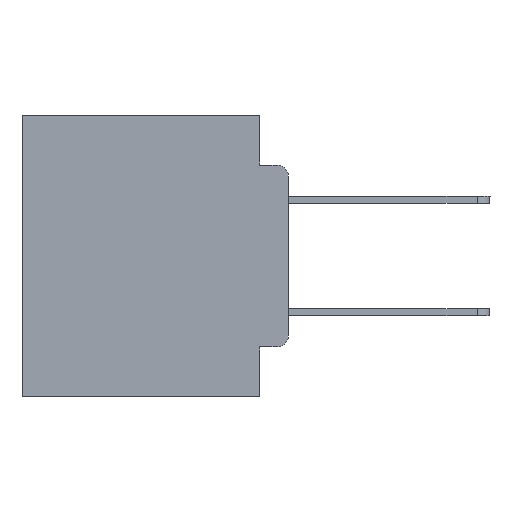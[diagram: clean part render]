
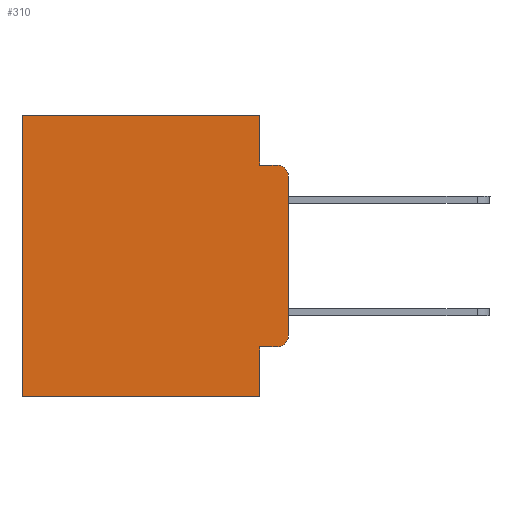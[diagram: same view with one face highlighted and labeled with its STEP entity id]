
A CAD part, left-side view. The second image highlights one B-rep face of the part: STEP entity #310.
In plain terms, the highlighted planar face has unit normal (-1, 0, 0).
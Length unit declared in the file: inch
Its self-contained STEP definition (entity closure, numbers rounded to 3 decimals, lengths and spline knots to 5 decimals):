
#259 = DIRECTION ( 'NONE',  ( 0., 0., -1. ) ) ;
#310 = ADVANCED_FACE ( 'NONE', ( #16518 ), #4941, .F. ) ;
#405 = VECTOR ( 'NONE', #19395, 39.37008 ) ;
#742 = VERTEX_POINT ( 'NONE', #1765 ) ;
#1121 = DIRECTION ( 'NONE',  ( 0., 1., 0. ) ) ;
#1765 = CARTESIAN_POINT ( 'NONE',  ( 0.298, 0.051, -0.0885 ) ) ;
#2492 = LINE ( 'NONE', #8533, #405 ) ;
#3741 = CARTESIAN_POINT ( 'NONE',  ( 0.298, 0., -0.1085 ) ) ;
#4350 = DIRECTION ( 'NONE',  ( 0., -1., 0. ) ) ;
#4693 = EDGE_CURVE ( 'NONE', #27595, #20542, #21482, .T. ) ;
#4941 = PLANE ( 'NONE',  #23050 ) ;
#6407 = CIRCLE ( 'NONE', #24688, 0.02 ) ;
#6957 = DIRECTION ( 'NONE',  ( 1., 0., 0. ) ) ;
#7440 = CARTESIAN_POINT ( 'NONE',  ( 0.298, 0.473, -0.5 ) ) ;
#7643 = EDGE_CURVE ( 'NONE', #27595, #8919, #6407, .T. ) ;
#7754 = EDGE_LOOP ( 'NONE', ( #23892, #15088, #22389, #10918, #21578, #15526, #21026, #11286, #14680, #19719 ) ) ;
#7822 = VERTEX_POINT ( 'NONE', #7440 ) ;
#7998 = CARTESIAN_POINT ( 'NONE',  ( 0.298, 0.473, 0. ) ) ;
#8287 = LINE ( 'NONE', #12076, #9662 ) ;
#8533 = CARTESIAN_POINT ( 'NONE',  ( 0.298, 0.473, 0. ) ) ;
#8738 = AXIS2_PLACEMENT_3D ( 'NONE', #24912, #25090, #18400 ) ;
#8919 = VERTEX_POINT ( 'NONE', #15412 ) ;
#9421 = EDGE_CURVE ( 'NONE', #742, #8919, #10785, .T. ) ;
#9619 = DIRECTION ( 'NONE',  ( 0., 1., 0. ) ) ;
#9638 = VECTOR ( 'NONE', #11182, 39.37008 ) ;
#9662 = VECTOR ( 'NONE', #1121, 39.37008 ) ;
#9708 = CARTESIAN_POINT ( 'NONE',  ( 0.298, 0., -0.5 ) ) ;
#9888 = DIRECTION ( 'NONE',  ( 0., 0., -1. ) ) ;
#10636 = EDGE_CURVE ( 'NONE', #18631, #20542, #26015, .T. ) ;
#10785 = LINE ( 'NONE', #11275, #21184 ) ;
#10918 = ORIENTED_EDGE ( 'NONE', *, *, #21742, .F. ) ;
#11182 = DIRECTION ( 'NONE',  ( 0., 0., -1. ) ) ;
#11275 = CARTESIAN_POINT ( 'NONE',  ( 0.298, 0.051, -0.0885 ) ) ;
#11286 = ORIENTED_EDGE ( 'NONE', *, *, #19971, .F. ) ;
#12076 = CARTESIAN_POINT ( 'NONE',  ( 0.298, 0., 0. ) ) ;
#12424 = LINE ( 'NONE', #17607, #9638 ) ;
#13252 = CARTESIAN_POINT ( 'NONE',  ( 0.298, 0.051, -0.4115 ) ) ;
#13555 = CARTESIAN_POINT ( 'NONE',  ( 0.298, 0.02, -0.1085 ) ) ;
#13819 = DIRECTION ( 'NONE',  ( 0., 0., -1. ) ) ;
#14174 = CARTESIAN_POINT ( 'NONE',  ( 0.298, 0.051, 0. ) ) ;
#14219 = CARTESIAN_POINT ( 'NONE',  ( 0.298, 0.051, -0.5 ) ) ;
#14680 = ORIENTED_EDGE ( 'NONE', *, *, #25299, .T. ) ;
#15088 = ORIENTED_EDGE ( 'NONE', *, *, #7643, .T. ) ;
#15195 = VECTOR ( 'NONE', #22818, 39.37008 ) ;
#15412 = CARTESIAN_POINT ( 'NONE',  ( 0.298, 0.02, -0.0885 ) ) ;
#15526 = ORIENTED_EDGE ( 'NONE', *, *, #20311, .T. ) ;
#15566 = VECTOR ( 'NONE', #20983, 39.37008 ) ;
#15668 = VERTEX_POINT ( 'NONE', #14219 ) ;
#15882 = CARTESIAN_POINT ( 'NONE',  ( 0.298, 0., -0.3915 ) ) ;
#16518 = FACE_OUTER_BOUND ( 'NONE', #7754, .T. ) ;
#17607 = CARTESIAN_POINT ( 'NONE',  ( 0.298, 0.051, 0. ) ) ;
#18400 = DIRECTION ( 'NONE',  ( 0., 0., -1. ) ) ;
#18631 = VERTEX_POINT ( 'NONE', #20830 ) ;
#19125 = VERTEX_POINT ( 'NONE', #13252 ) ;
#19395 = DIRECTION ( 'NONE',  ( 0., 0., -1. ) ) ;
#19594 = VECTOR ( 'NONE', #9619, 39.37008 ) ;
#19719 = ORIENTED_EDGE ( 'NONE', *, *, #10636, .T. ) ;
#19949 = DIRECTION ( 'NONE',  ( -1., 0., 0. ) ) ;
#19971 = EDGE_CURVE ( 'NONE', #19125, #15668, #23573, .T. ) ;
#20311 = EDGE_CURVE ( 'NONE', #25274, #7822, #2492, .T. ) ;
#20419 = CARTESIAN_POINT ( 'NONE',  ( 0.298, 0., 0. ) ) ;
#20542 = VERTEX_POINT ( 'NONE', #15882 ) ;
#20598 = CARTESIAN_POINT ( 'NONE',  ( 0.298, 0.051, -0.4115 ) ) ;
#20830 = CARTESIAN_POINT ( 'NONE',  ( 0.298, 0.02, -0.4115 ) ) ;
#20983 = DIRECTION ( 'NONE',  ( 0., 0., -1. ) ) ;
#21026 = ORIENTED_EDGE ( 'NONE', *, *, #26796, .F. ) ;
#21184 = VECTOR ( 'NONE', #4350, 39.37008 ) ;
#21367 = EDGE_CURVE ( 'NONE', #27642, #25274, #8287, .T. ) ;
#21482 = LINE ( 'NONE', #20419, #15566 ) ;
#21578 = ORIENTED_EDGE ( 'NONE', *, *, #21367, .T. ) ;
#21742 = EDGE_CURVE ( 'NONE', #27642, #742, #12424, .T. ) ;
#21913 = CARTESIAN_POINT ( 'NONE',  ( 0.298, 0.051, 0. ) ) ;
#22389 = ORIENTED_EDGE ( 'NONE', *, *, #9421, .F. ) ;
#22542 = VECTOR ( 'NONE', #9888, 39.37008 ) ;
#22724 = CARTESIAN_POINT ( 'NONE',  ( 0.298, 0., 0. ) ) ;
#22818 = DIRECTION ( 'NONE',  ( 0., -1., 0. ) ) ;
#23050 = AXIS2_PLACEMENT_3D ( 'NONE', #22724, #6957, #13819 ) ;
#23573 = LINE ( 'NONE', #14174, #22542 ) ;
#23892 = ORIENTED_EDGE ( 'NONE', *, *, #4693, .F. ) ;
#24688 = AXIS2_PLACEMENT_3D ( 'NONE', #13555, #19949, #259 ) ;
#24912 = CARTESIAN_POINT ( 'NONE',  ( 0.298, 0.02, -0.3915 ) ) ;
#24914 = LINE ( 'NONE', #20598, #15195 ) ;
#25090 = DIRECTION ( 'NONE',  ( -1., 0., 0. ) ) ;
#25274 = VERTEX_POINT ( 'NONE', #7998 ) ;
#25299 = EDGE_CURVE ( 'NONE', #19125, #18631, #24914, .T. ) ;
#26015 = CIRCLE ( 'NONE', #8738, 0.02 ) ;
#26796 = EDGE_CURVE ( 'NONE', #15668, #7822, #27905, .T. ) ;
#27595 = VERTEX_POINT ( 'NONE', #3741 ) ;
#27642 = VERTEX_POINT ( 'NONE', #21913 ) ;
#27905 = LINE ( 'NONE', #9708, #19594 ) ;
